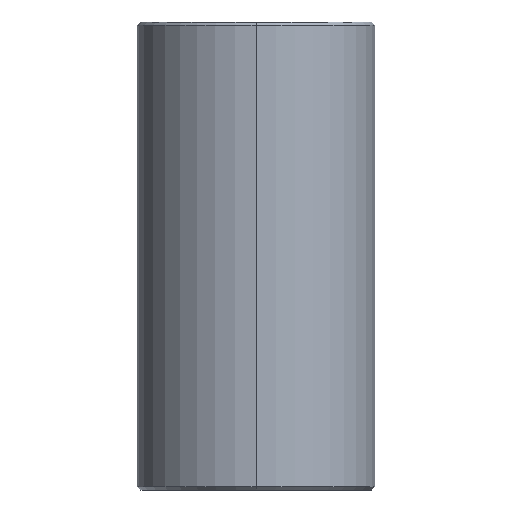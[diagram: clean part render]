
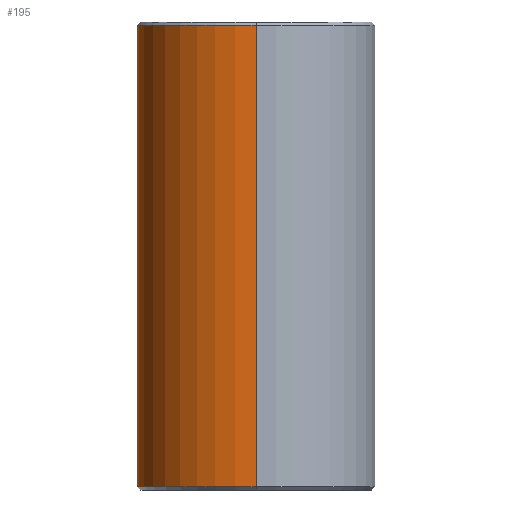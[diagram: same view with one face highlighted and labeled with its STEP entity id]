
A CAD part, left-side view. The second image highlights one B-rep face of the part: STEP entity #195.
In plain terms, the highlighted cylindrical face has radius 7.5 mm (diameter 15 mm), a partial arc.
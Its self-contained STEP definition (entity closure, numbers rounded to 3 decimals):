
#28 = EDGE_CURVE ( 'NONE', #379, #545, #409, .T. ) ;
#111 = VERTEX_POINT ( 'NONE', #519 ) ;
#161 = DIRECTION ( 'NONE',  ( 0., 0., -1. ) ) ;
#170 = EDGE_CURVE ( 'NONE', #545, #111, #803, .T. ) ;
#195 = ADVANCED_FACE ( 'NONE', ( #627 ), #629, .T. ) ;
#208 = VECTOR ( 'NONE', #161, 1000. ) ;
#298 = AXIS2_PLACEMENT_3D ( 'NONE', #334, #590, #642 ) ;
#321 = DIRECTION ( 'NONE',  ( 0., 0., -1. ) ) ;
#324 = DIRECTION ( 'NONE',  ( 1., 0., 0. ) ) ;
#334 = CARTESIAN_POINT ( 'NONE',  ( 0., 0., 0.2 ) ) ;
#379 = VERTEX_POINT ( 'NONE', #587 ) ;
#383 = DIRECTION ( 'NONE',  ( -1., 0., 0. ) ) ;
#393 = AXIS2_PLACEMENT_3D ( 'NONE', #459, #451, #383 ) ;
#403 = CARTESIAN_POINT ( 'NONE',  ( -7.5, 0., 0.2 ) ) ;
#409 = CIRCLE ( 'NONE', #535, 7.5 ) ;
#420 = CARTESIAN_POINT ( 'NONE',  ( -7.5, 0., 29.5 ) ) ;
#443 = ORIENTED_EDGE ( 'NONE', *, *, #602, .F. ) ;
#451 = DIRECTION ( 'NONE',  ( 0., 0., -1. ) ) ;
#452 = EDGE_LOOP ( 'NONE', ( #847, #829, #675, #443 ) ) ;
#459 = CARTESIAN_POINT ( 'NONE',  ( 0., 0., 29.5 ) ) ;
#470 = CARTESIAN_POINT ( 'NONE',  ( 0., 0., 29.3 ) ) ;
#486 = CARTESIAN_POINT ( 'NONE',  ( 7.5, 0., 29.3 ) ) ;
#501 = DIRECTION ( 'NONE',  ( 0., 0., -1. ) ) ;
#513 = VERTEX_POINT ( 'NONE', #403 ) ;
#519 = CARTESIAN_POINT ( 'NONE',  ( 7.5, 0., 0.2 ) ) ;
#535 = AXIS2_PLACEMENT_3D ( 'NONE', #470, #321, #324 ) ;
#545 = VERTEX_POINT ( 'NONE', #486 ) ;
#559 = CARTESIAN_POINT ( 'NONE',  ( 7.5, 0., 29.5 ) ) ;
#579 = VECTOR ( 'NONE', #501, 1000. ) ;
#587 = CARTESIAN_POINT ( 'NONE',  ( -7.5, 0., 29.3 ) ) ;
#590 = DIRECTION ( 'NONE',  ( 0., 0., 1. ) ) ;
#602 = EDGE_CURVE ( 'NONE', #379, #513, #802, .T. ) ;
#627 = FACE_OUTER_BOUND ( 'NONE', #452, .T. ) ;
#629 = CYLINDRICAL_SURFACE ( 'NONE', #393, 7.5 ) ;
#642 = DIRECTION ( 'NONE',  ( 1., 0., 0. ) ) ;
#672 = CIRCLE ( 'NONE', #298, 7.5 ) ;
#675 = ORIENTED_EDGE ( 'NONE', *, *, #831, .T. ) ;
#802 = LINE ( 'NONE', #420, #579 ) ;
#803 = LINE ( 'NONE', #559, #208 ) ;
#829 = ORIENTED_EDGE ( 'NONE', *, *, #170, .T. ) ;
#831 = EDGE_CURVE ( 'NONE', #111, #513, #672, .T. ) ;
#847 = ORIENTED_EDGE ( 'NONE', *, *, #28, .T. ) ;
